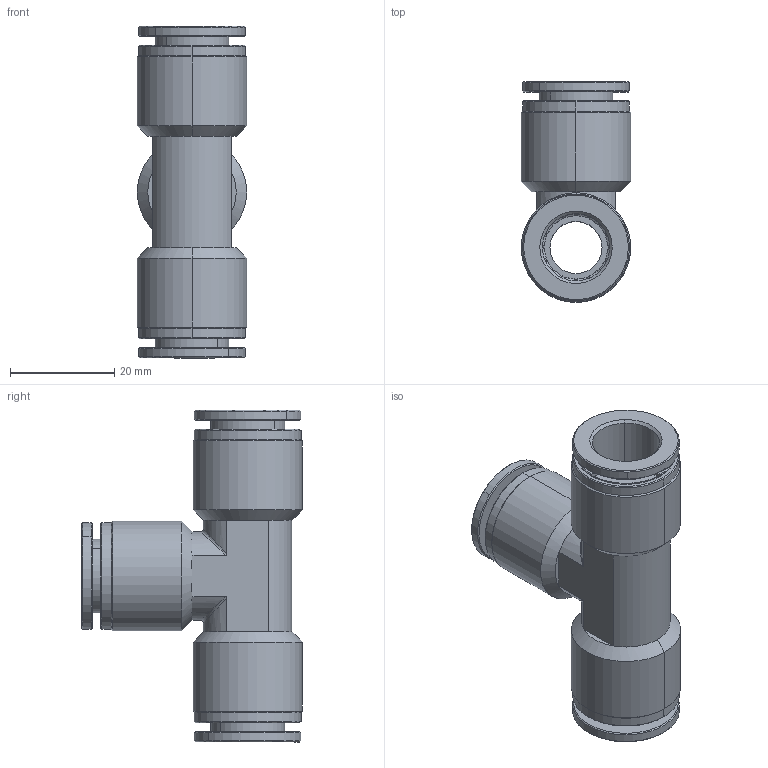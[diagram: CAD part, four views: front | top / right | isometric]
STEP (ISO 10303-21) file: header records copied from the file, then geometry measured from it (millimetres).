
FILE_DESCRIPTION (( 'STEP AP214' ), '1' );
FILE_NAME ('TUS1-2W.STEP', '2018-07-03T23:51:33', ( '' ), ( '' ), 'SwSTEP 2.0', 'SolidWorks 2016', '' );
FILE_SCHEMA (( 'AUTOMOTIVE_DESIGN' ));
Length unit declared in the file: millimetre
Products named in the file (1): TUS1-2W
Bounding box: 21 x 42.39 x 63.78 mm (x, y, z)
Volume: 13487.8 mm3; surface area: 20849 mm2
Topology: 16 solids, 16 shells, 1251 faces, 3473 edges, 2271 vertices
Faces by surface type: plane 467, cone 399, cylinder 203, bspline 176, torus 6
Entity records: 58357 total; most frequent: CARTESIAN_POINT 14767, ORIENTED_EDGE 6946, DIRECTION 5368, EDGE_CURVE 3473, VERTEX_POINT 2271, AXIS2_PLACEMENT_3D 2200, B_SPLINE_CURVE_WITH_KNOTS 1348, EDGE_LOOP 1302
